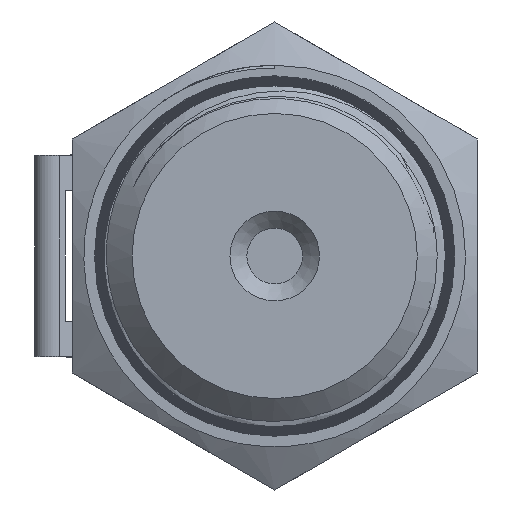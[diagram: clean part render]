
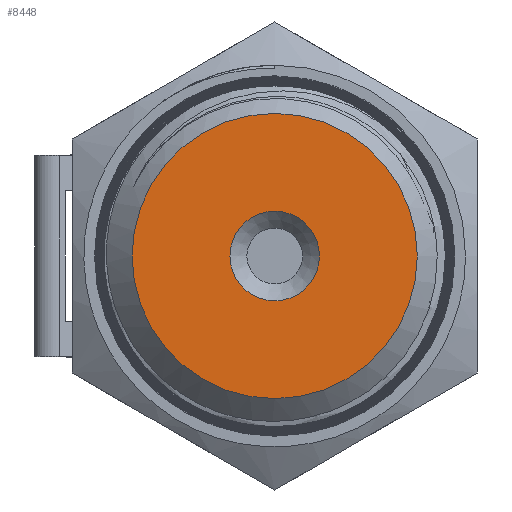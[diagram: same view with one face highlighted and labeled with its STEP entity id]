
A CAD part, left-side view. The second image highlights one B-rep face of the part: STEP entity #8448.
In plain terms, the highlighted planar face has unit normal (-1, 0, 0).
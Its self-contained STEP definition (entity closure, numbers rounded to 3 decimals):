
#108=FACE_BOUND('',#1444,.T.);
#228=PLANE('',#8888);
#931=FACE_OUTER_BOUND('',#1443,.T.);
#1443=EDGE_LOOP('',(#7257));
#1444=EDGE_LOOP('',(#7258));
#1755=CIRCLE('',#8882,8.445);
#1757=CIRCLE('',#8887,2.65);
#4047=VERTEX_POINT('',#29929);
#4049=VERTEX_POINT('',#29938);
#5160=EDGE_CURVE('',#4047,#4047,#1755,.T.);
#5164=EDGE_CURVE('',#4049,#4049,#1757,.T.);
#7257=ORIENTED_EDGE('',*,*,#5160,.F.);
#7258=ORIENTED_EDGE('',*,*,#5164,.T.);
#8448=ADVANCED_FACE('',(#931,#108),#228,.T.);
#8882=AXIS2_PLACEMENT_3D('',#29931,#9997,#9998);
#8887=AXIS2_PLACEMENT_3D('',#29940,#10009,#10010);
#8888=AXIS2_PLACEMENT_3D('',#29941,#10011,#10012);
#9997=DIRECTION('center_axis',(1.,0.,0.));
#9998=DIRECTION('ref_axis',(0.,0.,-1.));
#10009=DIRECTION('center_axis',(1.,0.,0.));
#10010=DIRECTION('ref_axis',(0.,0.,-1.));
#10011=DIRECTION('center_axis',(-1.,0.,0.));
#10012=DIRECTION('ref_axis',(0.,0.,1.));
#29929=CARTESIAN_POINT('',(0.,-8.445,0.));
#29931=CARTESIAN_POINT('Origin',(0.,0.,0.));
#29938=CARTESIAN_POINT('',(0.,-2.65,0.));
#29940=CARTESIAN_POINT('Origin',(0.,0.,0.));
#29941=CARTESIAN_POINT('Origin',(0.,8.445,0.));
